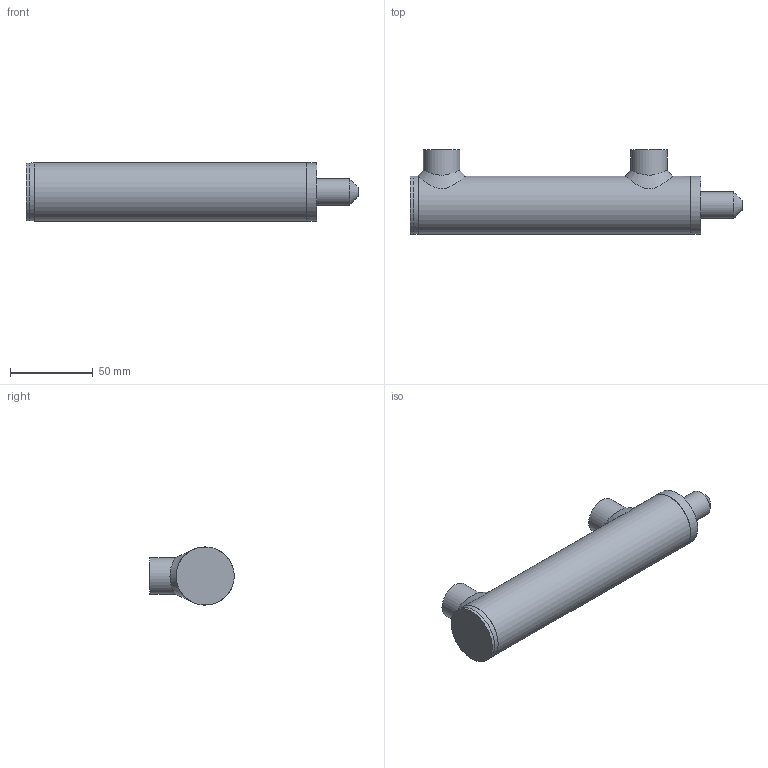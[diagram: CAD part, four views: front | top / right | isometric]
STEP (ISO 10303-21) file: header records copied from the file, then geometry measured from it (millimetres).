
FILE_DESCRIPTION(/* description */ (''),/* implementation_level */ '2;1');
FILE_NAME(/* name */ 'CY0250160100A00A00-1.stp',/* time_stamp */ '2022-05-06T11:25:02+02:00',/* author */ ('msn'),/* organization */ (''),/* preprocessor_version */ 'ST-DEVELOPER v19',/* originating_system */ 'Autodesk Inventor 2023',/* authorisation */ '');
FILE_SCHEMA (('AUTOMOTIVE_DESIGN { 1 0 10303 214 3 1 1 }'));
Length unit declared in the file: millimetre
Products named in the file (8): Assembly1; Assembly1_Welds; Rør Ø35; NBPF0251015; Stok Ø16; NBF000025035; NBT03502516G; bøsning 1-4``
Assembly tree (8 placements, depth 2):
  Assembly1
    Assembly1_Welds
    Rør Ø35
    NBPF0251015
    Stok Ø16
    NBF000025035
    NBT03502516G
    bøsning 1-4``  x2
Bounding box: 200 x 50.82 x 35 mm (x, y, z)
Volume: 144224.3 mm3; surface area: 61731.8 mm2
Topology: 9 solids, 9 shells, 93 faces, 190 edges, 127 vertices
Faces by surface type: cylinder 40, plane 32, cone 15, torus 4, bspline 2
Full cylindrical faces by diameter (mm): 5 x2, 10 x2, 11 x2, 11.445 x2, 16 x5, 17 x1, 19 x1, 20 x2, 22 x5, 23 x2, 25 x7, 28 x2, 30 x1, 35 x4
Entity records: 3651 total; most frequent: CARTESIAN_POINT 1389, DIRECTION 462, ORIENTED_EDGE 362, AXIS2_PLACEMENT_3D 204, EDGE_CURVE 181, VERTEX_POINT 121, EDGE_LOOP 118, CIRCLE 102
